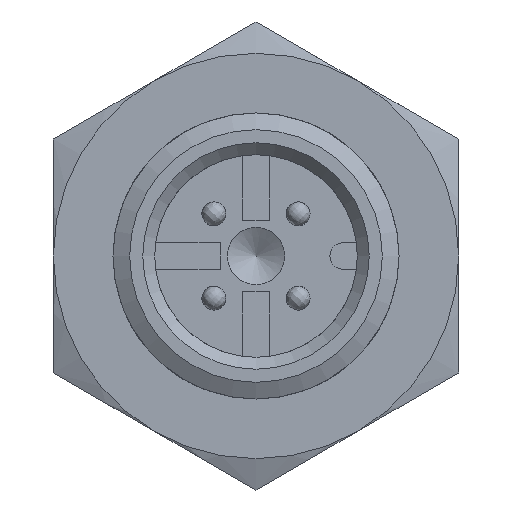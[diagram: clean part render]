
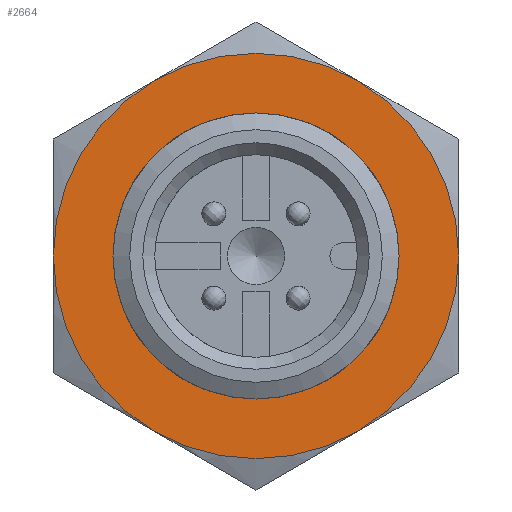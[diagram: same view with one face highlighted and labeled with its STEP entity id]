
A CAD part, front view. The second image highlights one B-rep face of the part: STEP entity #2664.
In plain terms, the highlighted planar face has unit normal (0, -1, 0).
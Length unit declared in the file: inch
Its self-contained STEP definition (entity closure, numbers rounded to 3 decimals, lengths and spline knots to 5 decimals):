
#3 = ORIENTED_EDGE ( 'NONE', *, *, #678, .T. ) ;
#87 = EDGE_CURVE ( 'NONE', #2707, #935, #175, .T. ) ;
#132 = AXIS2_PLACEMENT_3D ( 'NONE', #2181, #3169, #2195 ) ;
#175 = CIRCLE ( 'NONE', #1194, 0.33465 ) ;
#285 = CIRCLE ( 'NONE', #132, 0.33465 ) ;
#317 = EDGE_CURVE ( 'NONE', #935, #471, #638, .T. ) ;
#378 = AXIS2_PLACEMENT_3D ( 'NONE', #836, #2476, #1987 ) ;
#387 = DIRECTION ( 'NONE',  ( -1., 0., 0. ) ) ;
#390 = EDGE_LOOP ( 'NONE', ( #2520, #3128, #1294, #2378, #2901, #1724 ) ) ;
#415 = EDGE_LOOP ( 'NONE', ( #3 ) ) ;
#450 = DIRECTION ( 'NONE',  ( 0., 1., 0. ) ) ;
#471 = VERTEX_POINT ( 'NONE', #1115 ) ;
#509 = CARTESIAN_POINT ( 'NONE',  ( 0., 0.82677, 0. ) ) ;
#542 = DIRECTION ( 'NONE',  ( 0., 1., 0. ) ) ;
#560 = CIRCLE ( 'NONE', #3162, 0.33465 ) ;
#610 = CARTESIAN_POINT ( 'NONE',  ( 0., 0.82677, 0. ) ) ;
#638 = CIRCLE ( 'NONE', #2775, 0.33465 ) ;
#667 = DIRECTION ( 'NONE',  ( 0., 1., 0. ) ) ;
#678 = EDGE_CURVE ( 'NONE', #2770, #2770, #1653, .T. ) ;
#773 = CARTESIAN_POINT ( 'NONE',  ( -0.16732, 0.82677, -0.28981 ) ) ;
#781 = CARTESIAN_POINT ( 'NONE',  ( -0.16732, 0.82677, 0.28981 ) ) ;
#836 = CARTESIAN_POINT ( 'NONE',  ( 0., 0.82677, 0. ) ) ;
#935 = VERTEX_POINT ( 'NONE', #2645 ) ;
#985 = DIRECTION ( 'NONE',  ( -1., 0., 0. ) ) ;
#1094 = AXIS2_PLACEMENT_3D ( 'NONE', #1106, #667, #387 ) ;
#1106 = CARTESIAN_POINT ( 'NONE',  ( 0., 0.82677, 0.33465 ) ) ;
#1115 = CARTESIAN_POINT ( 'NONE',  ( 0.16732, 0.82677, -0.28981 ) ) ;
#1194 = AXIS2_PLACEMENT_3D ( 'NONE', #1971, #2962, #2737 ) ;
#1216 = EDGE_CURVE ( 'NONE', #471, #2507, #560, .T. ) ;
#1251 = CARTESIAN_POINT ( 'NONE',  ( 0., 0.82677, 0. ) ) ;
#1294 = ORIENTED_EDGE ( 'NONE', *, *, #2780, .F. ) ;
#1579 = DIRECTION ( 'NONE',  ( 0., 1., 0. ) ) ;
#1612 = CARTESIAN_POINT ( 'NONE',  ( -0.33465, 0.82677, 0. ) ) ;
#1648 = CIRCLE ( 'NONE', #378, 0.33465 ) ;
#1653 = CIRCLE ( 'NONE', #2053, 0.23622 ) ;
#1724 = ORIENTED_EDGE ( 'NONE', *, *, #87, .F. ) ;
#1743 = VERTEX_POINT ( 'NONE', #1612 ) ;
#1912 = VERTEX_POINT ( 'NONE', #781 ) ;
#1971 = CARTESIAN_POINT ( 'NONE',  ( 0., 0.82677, 0. ) ) ;
#1987 = DIRECTION ( 'NONE',  ( -1., 0., 0. ) ) ;
#1993 = CARTESIAN_POINT ( 'NONE',  ( -0.23622, 0.82677, 0. ) ) ;
#2053 = AXIS2_PLACEMENT_3D ( 'NONE', #509, #542, #985 ) ;
#2054 = FACE_BOUND ( 'NONE', #415, .T. ) ;
#2181 = CARTESIAN_POINT ( 'NONE',  ( 0., 0.82677, 0. ) ) ;
#2195 = DIRECTION ( 'NONE',  ( -1., 0., 0. ) ) ;
#2221 = DIRECTION ( 'NONE',  ( 0., 1., 0. ) ) ;
#2306 = CIRCLE ( 'NONE', #2638, 0.33465 ) ;
#2378 = ORIENTED_EDGE ( 'NONE', *, *, #1216, .F. ) ;
#2438 = CARTESIAN_POINT ( 'NONE',  ( 0., 0.82677, 0. ) ) ;
#2476 = DIRECTION ( 'NONE',  ( 0., 1., 0. ) ) ;
#2507 = VERTEX_POINT ( 'NONE', #773 ) ;
#2520 = ORIENTED_EDGE ( 'NONE', *, *, #2564, .F. ) ;
#2545 = DIRECTION ( 'NONE',  ( -1., 0., 0. ) ) ;
#2564 = EDGE_CURVE ( 'NONE', #1912, #2707, #1648, .T. ) ;
#2576 = PLANE ( 'NONE',  #1094 ) ;
#2609 = DIRECTION ( 'NONE',  ( -1., 0., 0. ) ) ;
#2638 = AXIS2_PLACEMENT_3D ( 'NONE', #1251, #2221, #2545 ) ;
#2645 = CARTESIAN_POINT ( 'NONE',  ( 0.33465, 0.82677, 0. ) ) ;
#2664 = ADVANCED_FACE ( 'NONE', ( #2869, #2054 ), #2576, .F. ) ;
#2707 = VERTEX_POINT ( 'NONE', #2899 ) ;
#2737 = DIRECTION ( 'NONE',  ( -1., 0., 0. ) ) ;
#2770 = VERTEX_POINT ( 'NONE', #1993 ) ;
#2775 = AXIS2_PLACEMENT_3D ( 'NONE', #2438, #450, #3108 ) ;
#2780 = EDGE_CURVE ( 'NONE', #2507, #1743, #285, .T. ) ;
#2869 = FACE_OUTER_BOUND ( 'NONE', #390, .T. ) ;
#2899 = CARTESIAN_POINT ( 'NONE',  ( 0.16732, 0.82677, 0.28981 ) ) ;
#2901 = ORIENTED_EDGE ( 'NONE', *, *, #317, .F. ) ;
#2962 = DIRECTION ( 'NONE',  ( 0., 1., 0. ) ) ;
#3108 = DIRECTION ( 'NONE',  ( -1., 0., 0. ) ) ;
#3128 = ORIENTED_EDGE ( 'NONE', *, *, #3157, .F. ) ;
#3157 = EDGE_CURVE ( 'NONE', #1743, #1912, #2306, .T. ) ;
#3162 = AXIS2_PLACEMENT_3D ( 'NONE', #610, #1579, #2609 ) ;
#3169 = DIRECTION ( 'NONE',  ( 0., 1., 0. ) ) ;
